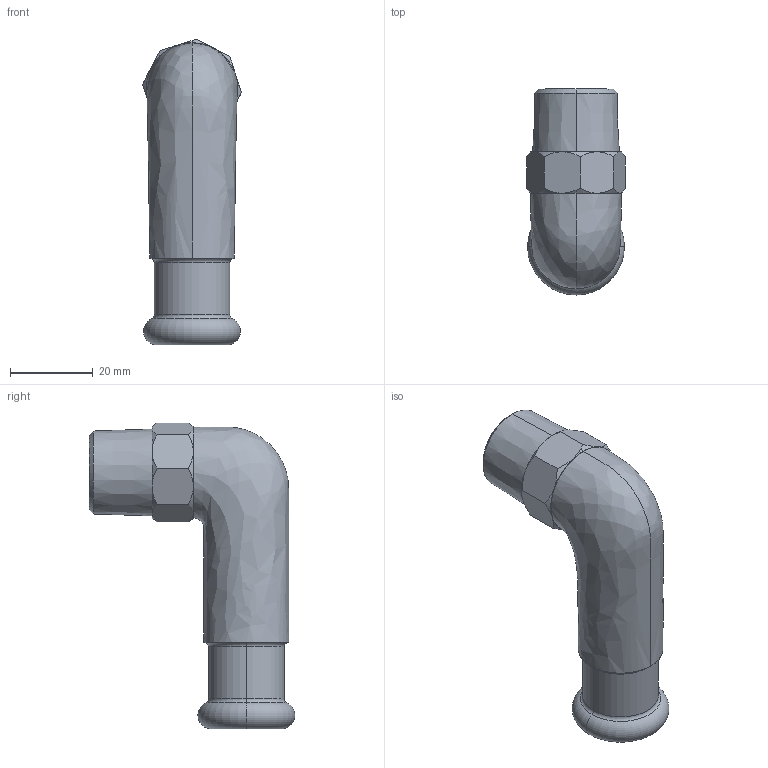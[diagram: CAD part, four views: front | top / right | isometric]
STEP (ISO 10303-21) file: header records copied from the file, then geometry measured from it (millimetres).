
FILE_DESCRIPTION (( 'STEP AP203' ), '1' );
FILE_NAME ('3D_P730_15x3-4_141301526.STEP', '2024-11-19T11:38:49', ( '' ), ( '' ), 'SwSTEP 2.0', 'SolidWorks 2023', '' );
FILE_SCHEMA (( 'CONFIG_CONTROL_DESIGN' ));
Length unit declared in the file: millimetre
Products named in the file (1): 3D_P730_15x3-4_141301526
Bounding box: 23.9 x 49.71 x 73.95 mm (x, y, z)
Volume: 12058.9 mm3; surface area: 11870.7 mm2
Topology: 1 solids, 1 shells, 63 faces, 154 edges, 97 vertices
Faces by surface type: cone 22, plane 15, cylinder 12, torus 10, bspline 4
Entity records: 14107 total; most frequent: CARTESIAN_POINT 12589, ORIENTED_EDGE 308, DIRECTION 293, EDGE_CURVE 154, AXIS2_PLACEMENT_3D 126, VERTEX_POINT 97, EDGE_LOOP 69, CIRCLE 66
